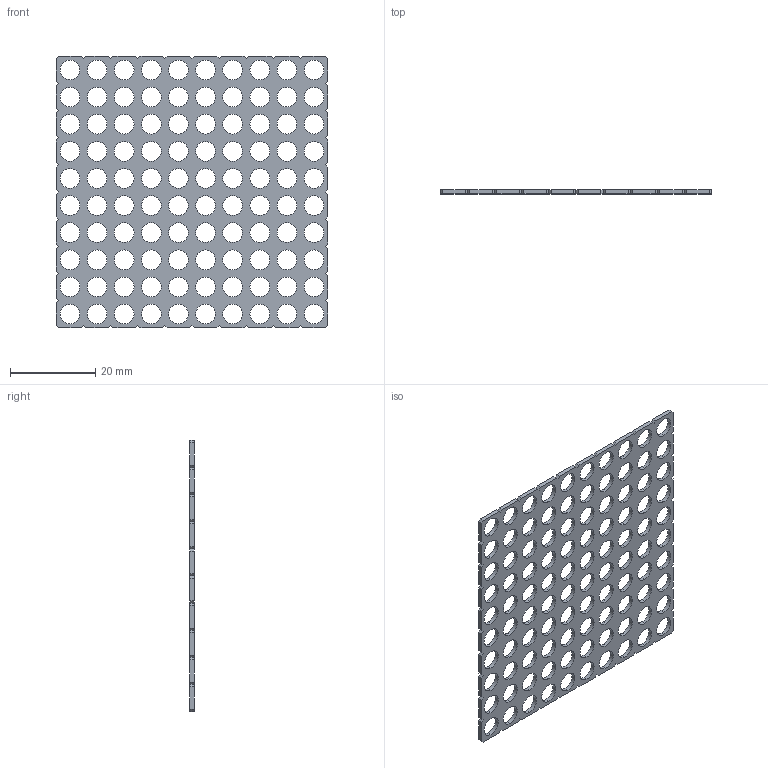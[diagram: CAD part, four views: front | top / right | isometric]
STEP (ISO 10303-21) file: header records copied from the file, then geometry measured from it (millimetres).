
FILE_DESCRIPTION (( 'STEP AP203' ), '1' );
FILE_NAME ('VM-PLATE-10-10 RevA.STEP', '2009-02-23T23:31:54', ( 'Innovation First, Inc.' ), ( 'Innovation First, Inc.' ), 'SwSTEP 2.0', 'SolidWorks 2008', '' );
FILE_SCHEMA (( 'CONFIG_CONTROL_DESIGN' ));
Length unit declared in the file: inch
Products named in the file (1): VM-PLATE-10-10 RevA
Bounding box: 63.5 x 0.97 x 63.5 mm (x, y, z)
Volume: 2262.5 mm3; surface area: 6348.4 mm2
Topology: 1 solids, 1 shells, 318 faces, 948 edges, 632 vertices
Faces by surface type: cylinder 200, plane 118
Entity records: 11331 total; most frequent: DIRECTION 1986, CARTESIAN_POINT 1899, ORIENTED_EDGE 1896, EDGE_CURVE 948, AXIS2_PLACEMENT_3D 719, VERTEX_POINT 632, VECTOR 548, LINE 548
